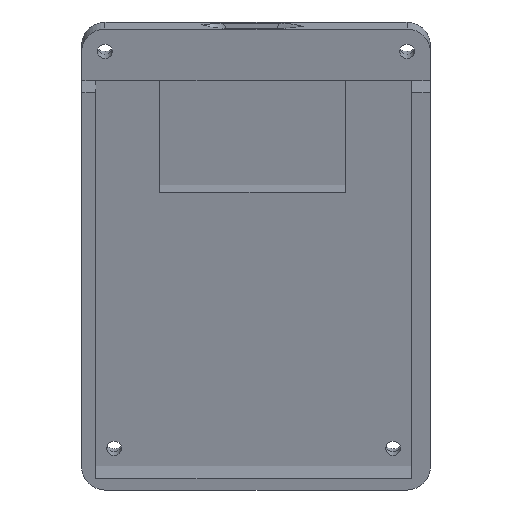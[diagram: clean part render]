
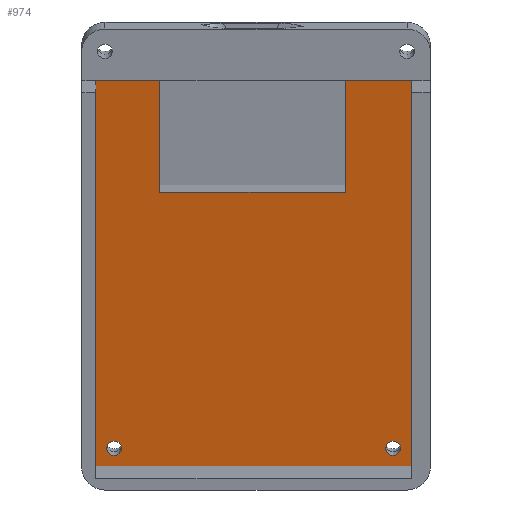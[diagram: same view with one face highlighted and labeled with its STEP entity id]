
A CAD part, top view. The second image highlights one B-rep face of the part: STEP entity #974.
In plain terms, the highlighted planar face has unit normal (0, -0.259, 0.966).
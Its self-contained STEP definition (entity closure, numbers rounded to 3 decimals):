
#25=FACE_BOUND('',#182,.T.);
#26=FACE_BOUND('',#183,.T.);
#49=PLANE('',#1093);
#115=FACE_OUTER_BOUND('',#181,.T.);
#181=EDGE_LOOP('',(#856,#857,#858,#859,#860,#861,#862,#863));
#182=EDGE_LOOP('',(#864));
#183=EDGE_LOOP('',(#865));
#233=LINE('',#1686,#309);
#237=LINE('',#1694,#313);
#247=LINE('',#1723,#323);
#250=LINE('',#1729,#326);
#253=LINE('',#1734,#329);
#255=LINE('',#1739,#331);
#256=LINE('',#1741,#332);
#257=LINE('',#1742,#333);
#309=VECTOR('',#1313,10.);
#313=VECTOR('',#1317,10.);
#323=VECTOR('',#1349,10.);
#326=VECTOR('',#1354,10.);
#329=VECTOR('',#1359,10.);
#331=VECTOR('',#1365,10.);
#332=VECTOR('',#1366,10.);
#333=VECTOR('',#1367,10.);
#396=CIRCLE('',#1094,1.6);
#397=CIRCLE('',#1095,1.6);
#461=VERTEX_POINT('',#1684);
#462=VERTEX_POINT('',#1685);
#465=VERTEX_POINT('',#1691);
#466=VERTEX_POINT('',#1693);
#474=VERTEX_POINT('',#1722);
#476=VERTEX_POINT('',#1728);
#478=VERTEX_POINT('',#1738);
#479=VERTEX_POINT('',#1740);
#480=VERTEX_POINT('',#1743);
#481=VERTEX_POINT('',#1745);
#584=EDGE_CURVE('',#461,#462,#233,.T.);
#588=EDGE_CURVE('',#466,#465,#237,.T.);
#602=EDGE_CURVE('',#474,#461,#247,.T.);
#605=EDGE_CURVE('',#476,#474,#250,.T.);
#608=EDGE_CURVE('',#465,#476,#253,.T.);
#610=EDGE_CURVE('',#462,#478,#255,.T.);
#611=EDGE_CURVE('',#478,#479,#256,.T.);
#612=EDGE_CURVE('',#479,#466,#257,.T.);
#613=EDGE_CURVE('',#480,#480,#396,.T.);
#614=EDGE_CURVE('',#481,#481,#397,.T.);
#856=ORIENTED_EDGE('',*,*,#608,.T.);
#857=ORIENTED_EDGE('',*,*,#605,.T.);
#858=ORIENTED_EDGE('',*,*,#602,.T.);
#859=ORIENTED_EDGE('',*,*,#584,.T.);
#860=ORIENTED_EDGE('',*,*,#610,.T.);
#861=ORIENTED_EDGE('',*,*,#611,.T.);
#862=ORIENTED_EDGE('',*,*,#612,.T.);
#863=ORIENTED_EDGE('',*,*,#588,.T.);
#864=ORIENTED_EDGE('',*,*,#613,.T.);
#865=ORIENTED_EDGE('',*,*,#614,.T.);
#974=ADVANCED_FACE('',(#115,#25,#26),#49,.T.);
#1093=AXIS2_PLACEMENT_3D('',#1737,#1363,#1364);
#1094=AXIS2_PLACEMENT_3D('',#1744,#1368,#1369);
#1095=AXIS2_PLACEMENT_3D('',#1746,#1370,#1371);
#1313=DIRECTION('',(-1.,0.,0.));
#1317=DIRECTION('',(-1.,0.,0.));
#1349=DIRECTION('',(0.,0.966,0.259));
#1354=DIRECTION('',(-1.,0.,0.));
#1359=DIRECTION('',(0.,-0.966,-0.259));
#1363=DIRECTION('center_axis',(0.,-0.259,0.966));
#1364=DIRECTION('ref_axis',(1.,0.,0.));
#1365=DIRECTION('',(0.,-0.966,-0.259));
#1366=DIRECTION('',(1.,0.,0.));
#1367=DIRECTION('',(0.,0.966,0.259));
#1368=DIRECTION('center_axis',(0.,0.259,-0.966));
#1369=DIRECTION('ref_axis',(-1.,0.,0.));
#1370=DIRECTION('center_axis',(0.,0.259,-0.966));
#1371=DIRECTION('ref_axis',(-1.,0.,0.));
#1684=CARTESIAN_POINT('',(-20.25,40.241,15.959));
#1685=CARTESIAN_POINT('',(-34.,40.241,15.959));
#1686=CARTESIAN_POINT('',(34.,40.241,15.959));
#1691=CARTESIAN_POINT('',(19.75,40.241,15.959));
#1693=CARTESIAN_POINT('',(34.,40.241,15.959));
#1694=CARTESIAN_POINT('',(34.,40.241,15.959));
#1722=CARTESIAN_POINT('',(-20.25,16.093,9.488));
#1723=CARTESIAN_POINT('',(-20.25,7.399,7.159));
#1728=CARTESIAN_POINT('',(19.75,16.093,9.488));
#1729=CARTESIAN_POINT('',(9.875,16.093,9.488));
#1734=CARTESIAN_POINT('',(19.75,19.473,10.394));
#1737=CARTESIAN_POINT('Origin',(0.,-1.294,
4.83));
#1738=CARTESIAN_POINT('',(-34.,-42.829,-6.3));
#1739=CARTESIAN_POINT('',(-34.,40.241,15.959));
#1740=CARTESIAN_POINT('',(34.,-42.829,-6.3));
#1741=CARTESIAN_POINT('',(-34.,-42.829,-6.3));
#1742=CARTESIAN_POINT('',(34.,-42.829,-6.3));
#1743=CARTESIAN_POINT('',(-28.4,-38.965,-5.264));
#1744=CARTESIAN_POINT('Origin',(-30.,-38.965,-5.264));
#1745=CARTESIAN_POINT('',(31.6,-38.965,-5.264));
#1746=CARTESIAN_POINT('Origin',(30.,-38.965,-5.264));
